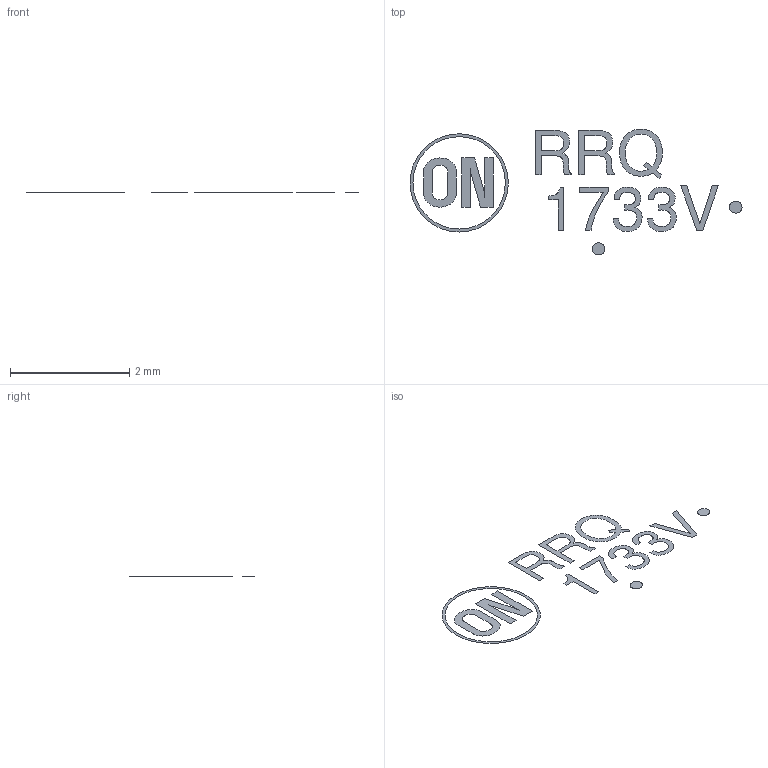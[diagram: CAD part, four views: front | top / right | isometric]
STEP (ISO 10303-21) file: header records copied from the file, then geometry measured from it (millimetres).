
FILE_DESCRIPTION(/* description */ (''),/* implementation_level */ '2;1');
FILE_NAME(/* name */ 'text-smd-NCP1117ST33T3G.step',/* time_stamp */ '2023-05-02T00:56:10-07:00',/* author */ (''),/* organization */ (''),/* preprocessor_version */ 'ST-DEVELOPER v19.2',/* originating_system */ 'Autodesk Translation Framework v12.4.0.73',/* authorisation */ '');
FILE_SCHEMA (('AUTOMOTIVE_DESIGN { 1 0 10303 214 3 1 1 }'));
Length unit declared in the file: millimetre
Products named in the file (7): text-smd-NCP1117ST33T3G-2; Line01; Line02; Dot03; Dot04; LogoON; Circle
Assembly tree (6 placements, depth 2):
  text-smd-NCP1117ST33T3G-2
    Line01
    Line02
    Dot03
    Dot04
    LogoON
    Circle
Bounding box: 5.57 x 2.11 x 0 mm (x, y, z)
Surface area: 2.1 mm2 (no closed solid volume)
Topology: 0 solids, 13 shells, 13 faces, 206 edges, 206 vertices
Faces by surface type: plane 13
Entity records: 2159 total; most frequent: CARTESIAN_POINT 835, VERTEX_POINT 206, EDGE_CURVE 206, ORIENTED_EDGE 206, B_SPLINE_CURVE_WITH_KNOTS 132, DIRECTION 130, LINE 72, VECTOR 72
